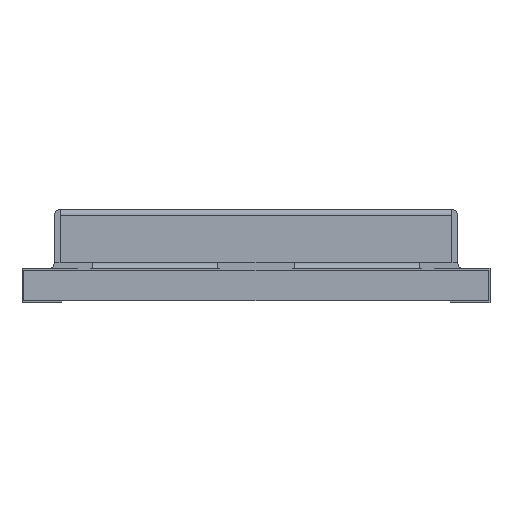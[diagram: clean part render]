
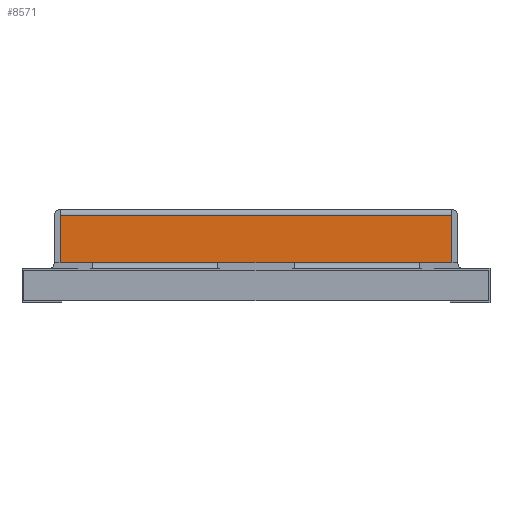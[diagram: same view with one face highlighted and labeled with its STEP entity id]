
A CAD part, front view. The second image highlights one B-rep face of the part: STEP entity #8571.
In plain terms, the highlighted planar face has unit normal (0, -1, 0).
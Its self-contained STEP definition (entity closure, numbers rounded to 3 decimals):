
#300=FACE_OUTER_BOUND('',#732,.T.);
#732=EDGE_LOOP('',(#6237,#6238,#6239,#6240,#6241,#6242,#6243,#6244));
#1267=LINE('',#12031,#2397);
#1276=LINE('',#12054,#2406);
#1502=LINE('',#12506,#2632);
#1503=LINE('',#12508,#2633);
#1507=LINE('',#12517,#2637);
#1516=LINE('',#12544,#2646);
#1518=LINE('',#12548,#2648);
#1521=LINE('',#12559,#2651);
#2397=VECTOR('',#9824,3.3);
#2406=VECTOR('',#9841,3.3);
#2632=VECTOR('',#10171,0.85);
#2633=VECTOR('',#10174,2.);
#2637=VECTOR('',#10182,0.85);
#2646=VECTOR('',#10215,10.3);
#2648=VECTOR('',#10221,1.25);
#2651=VECTOR('',#10236,1.25);
#3447=VERTEX_POINT('',#12024);
#3450=VERTEX_POINT('',#12029);
#3457=VERTEX_POINT('',#12047);
#3460=VERTEX_POINT('',#12052);
#3634=VERTEX_POINT('',#12504);
#3637=VERTEX_POINT('',#12516);
#3642=VERTEX_POINT('',#12541);
#3643=VERTEX_POINT('',#12543);
#4331=EDGE_CURVE('',#3450,#3447,#1267,.T.);
#4342=EDGE_CURVE('',#3460,#3457,#1276,.T.);
#4570=EDGE_CURVE('',#3634,#3460,#1502,.T.);
#4571=EDGE_CURVE('',#3457,#3450,#1503,.T.);
#4575=EDGE_CURVE('',#3447,#3637,#1507,.T.);
#4589=EDGE_CURVE('',#3642,#3643,#1516,.T.);
#4592=EDGE_CURVE('',#3637,#3642,#1518,.T.);
#4597=EDGE_CURVE('',#3634,#3643,#1521,.T.);
#6237=ORIENTED_EDGE('',*,*,#4331,.F.);
#6238=ORIENTED_EDGE('',*,*,#4571,.F.);
#6239=ORIENTED_EDGE('',*,*,#4342,.F.);
#6240=ORIENTED_EDGE('',*,*,#4570,.F.);
#6241=ORIENTED_EDGE('',*,*,#4597,.T.);
#6242=ORIENTED_EDGE('',*,*,#4589,.F.);
#6243=ORIENTED_EDGE('',*,*,#4592,.F.);
#6244=ORIENTED_EDGE('',*,*,#4575,.F.);
#7795=PLANE('',#9015);
#8571=ADVANCED_FACE('',(#300),#7795,.T.);
#9015=AXIS2_PLACEMENT_3D('',#12560,#10237,#10238);
#9824=DIRECTION('',(-1.,0.,0.));
#9841=DIRECTION('',(-1.,0.,0.));
#10171=DIRECTION('',(-1.,0.,0.));
#10174=DIRECTION('',(-1.,0.,0.));
#10182=DIRECTION('',(-1.,0.,0.));
#10215=DIRECTION('',(1.,0.,0.));
#10221=DIRECTION('',(0.,0.,1.));
#10236=DIRECTION('',(0.,0.,1.));
#10237=DIRECTION('center_axis',(0.,-1.,0.));
#10238=DIRECTION('ref_axis',(1.,0.,0.));
#12024=CARTESIAN_POINT('',(-4.3,-7.2,1.));
#12029=CARTESIAN_POINT('',(-1.,-7.2,1.));
#12031=CARTESIAN_POINT('',(-3.9,-7.2,1.));
#12047=CARTESIAN_POINT('',(1.,-7.2,1.));
#12052=CARTESIAN_POINT('',(4.3,-7.2,1.));
#12054=CARTESIAN_POINT('',(-1.25,-7.2,1.));
#12504=CARTESIAN_POINT('',(5.15,-7.2,1.));
#12506=CARTESIAN_POINT('',(5.15,-7.2,1.));
#12508=CARTESIAN_POINT('',(5.15,-7.2,1.));
#12516=CARTESIAN_POINT('',(-5.15,-7.2,1.));
#12517=CARTESIAN_POINT('',(5.15,-7.2,1.));
#12541=CARTESIAN_POINT('',(-5.15,-7.2,2.25));
#12543=CARTESIAN_POINT('',(5.15,-7.2,2.25));
#12544=CARTESIAN_POINT('',(-2.575,-7.2,2.25));
#12548=CARTESIAN_POINT('',(-5.15,-7.2,1.));
#12559=CARTESIAN_POINT('',(5.15,-7.2,1.));
#12560=CARTESIAN_POINT('Origin',(-5.15,-7.2,1.));
